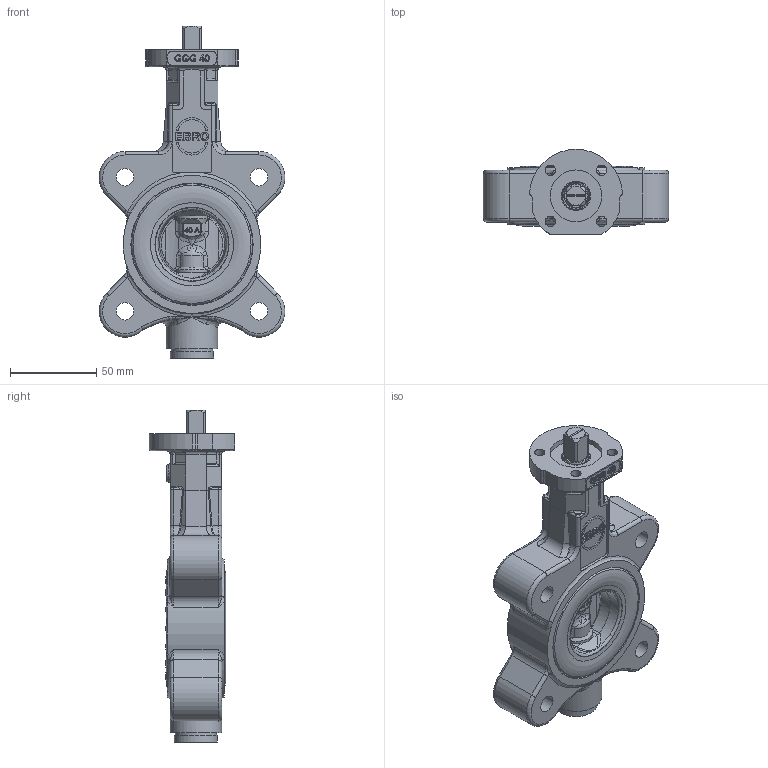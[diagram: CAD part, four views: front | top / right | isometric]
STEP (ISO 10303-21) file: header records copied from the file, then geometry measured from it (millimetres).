
FILE_DESCRIPTION((''),'2;1');
FILE_NAME('Z014-A-GG DN40.stp','2007-09-26T14:14:48',('hellwig'),(''),'Autodesk Inventor 11','Autodesk Inventor 11','');
FILE_SCHEMA(('AUTOMOTIVE_DESIGN { 1 0 10303 214 1 1 1 1 }'));
Length unit declared in the file: millimetre
Products named in the file (1): Bauteil169
Bounding box: 107.73 x 49.5 x 192.74 mm (x, y, z)
Volume: 325113.3 mm3; surface area: 69770.5 mm2
Topology: 1 solids, 12 shells, 855 faces, 2180 edges, 1361 vertices
Faces by surface type: bspline 303, plane 261, cylinder 193, torus 62, cone 36
Full cylindrical faces by diameter (mm): 4 x1, 10 x1, 11 x1, 11.2 x2, 11.5 x1, 12 x5, 12.2 x2, 12.35 x1, 14 x3, 14.35 x1, 16.95 x2, 20 x1, 24 x1, 25 x1, 30 x1, 70 x1, 71 x1
Entity records: 42205 total; most frequent: CARTESIAN_POINT 24210, ORIENTED_EDGE 3994, DIRECTION 3061, EDGE_CURVE 1997, VERTEX_POINT 1309, AXIS2_PLACEMENT_3D 1138, EDGE_LOOP 1029, FACE_OUTER_BOUND 855
